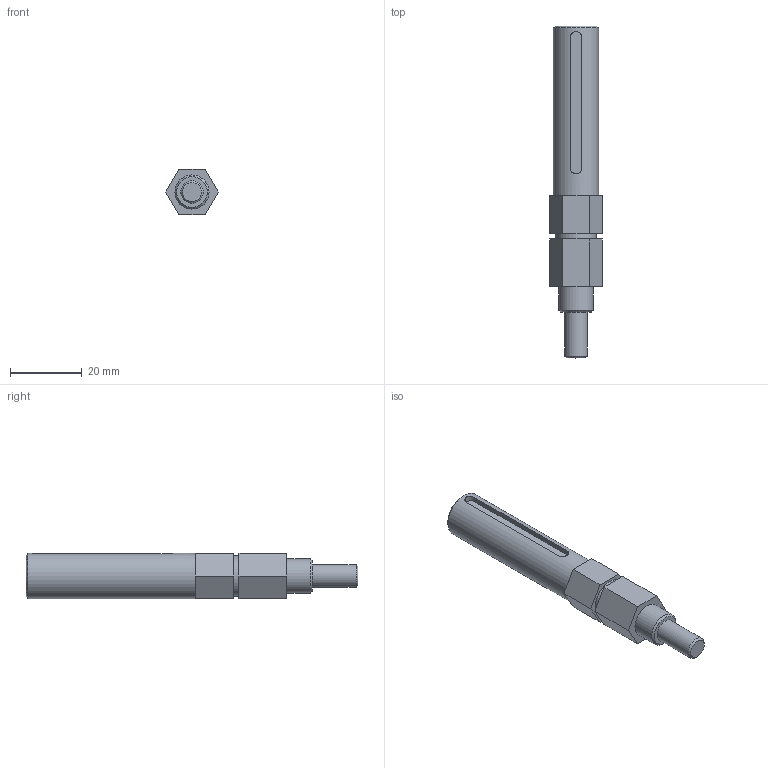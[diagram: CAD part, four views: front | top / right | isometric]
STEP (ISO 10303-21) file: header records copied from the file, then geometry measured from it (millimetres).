
FILE_DESCRIPTION(/* description */ (''),/* implementation_level */ '2;1');
FILE_NAME(/* name */ 'DBK_OutputShaft_am-0153.ipt.step',/* time_stamp */ '2014-01-01T17:23:07-08:00',/* author */ ('Autodesk Inc.'),/* organization */ ('Autodesk Inc.'),/* preprocessor_version */ 'ST-DEVELOPER v15.2',/* originating_system */ 'Autodesk Inventor 2014',/* authorisation */ '');
FILE_SCHEMA (('AUTOMOTIVE_DESIGN { 1 0 10303 214 3 1 1 }'));
Length unit declared in the file: inch
Products named in the file (1): DBK_OutputShaft_am-0153
Bounding box: 14.66 x 92.33 x 12.7 mm (x, y, z)
Volume: 9623 mm3; surface area: 4296 mm2
Topology: 1 solids, 1 shells, 33 faces, 73 edges, 48 vertices
Faces by surface type: plane 22, cylinder 7, cone 4
Full cylindrical faces by diameter (mm): 4.978 x1, 6.325 x1, 9.5 x1, 11.176 x1, 12.675 x1
Entity records: 887 total; most frequent: CARTESIAN_POINT 174, DIRECTION 142, ORIENTED_EDGE 122, EDGE_CURVE 61, AXIS2_PLACEMENT_3D 49, EDGE_LOOP 48, VERTEX_POINT 45, LINE 44
